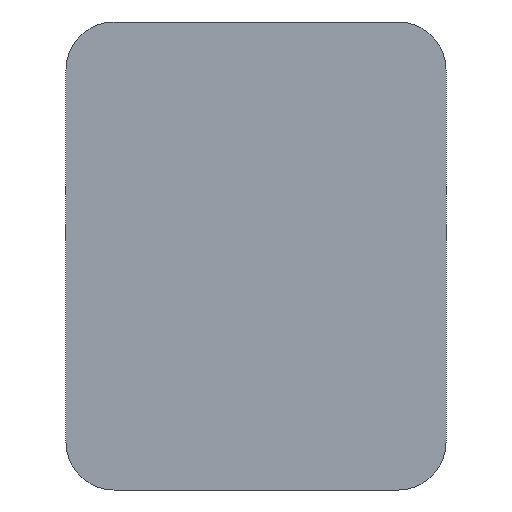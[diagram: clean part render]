
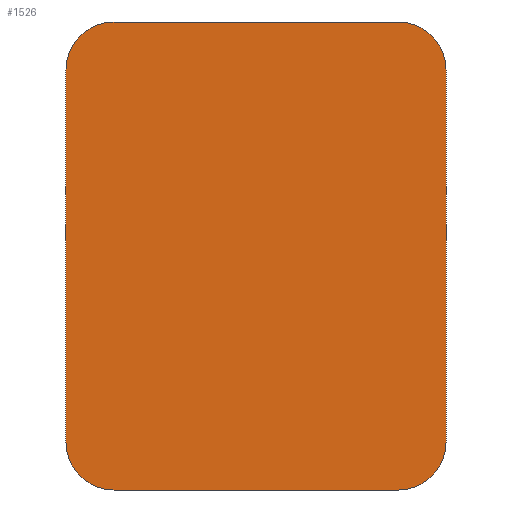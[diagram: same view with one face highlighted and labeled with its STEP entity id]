
A CAD part, left-side view. The second image highlights one B-rep face of the part: STEP entity #1526.
In plain terms, the highlighted planar face has unit normal (-1, 0, 0).
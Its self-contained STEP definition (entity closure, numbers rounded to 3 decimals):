
#63=PLANE('',#1677);
#136=FACE_OUTER_BOUND('',#215,.T.);
#215=EDGE_LOOP('',(#1294,#1295,#1296,#1297,#1298,#1299,#1300,#1301));
#285=LINE('',#2313,#444);
#370=LINE('',#2567,#529);
#371=LINE('',#2570,#530);
#372=LINE('',#2572,#531);
#444=VECTOR('',#1835,10.);
#529=VECTOR('',#2062,10.);
#530=VECTOR('',#2065,10.);
#531=VECTOR('',#2066,10.);
#570=CIRCLE('',#1609,3.);
#572=CIRCLE('',#1612,3.);
#597=CIRCLE('',#1678,3.);
#598=CIRCLE('',#1679,3.);
#661=VERTEX_POINT('',#2310);
#662=VERTEX_POINT('',#2312);
#667=VERTEX_POINT('',#2326);
#669=VERTEX_POINT('',#2332);
#738=VERTEX_POINT('',#2557);
#742=VERTEX_POINT('',#2565);
#743=VERTEX_POINT('',#2569);
#744=VERTEX_POINT('',#2571);
#827=EDGE_CURVE('',#661,#662,#285,.T.);
#835=EDGE_CURVE('',#661,#667,#570,.T.);
#837=EDGE_CURVE('',#669,#662,#572,.T.);
#948=EDGE_CURVE('',#738,#742,#370,.T.);
#949=EDGE_CURVE('',#669,#743,#371,.T.);
#950=EDGE_CURVE('',#667,#744,#372,.T.);
#951=EDGE_CURVE('',#738,#744,#597,.T.);
#952=EDGE_CURVE('',#743,#742,#598,.T.);
#1294=ORIENTED_EDGE('',*,*,#949,.F.);
#1295=ORIENTED_EDGE('',*,*,#837,.T.);
#1296=ORIENTED_EDGE('',*,*,#827,.F.);
#1297=ORIENTED_EDGE('',*,*,#835,.T.);
#1298=ORIENTED_EDGE('',*,*,#950,.T.);
#1299=ORIENTED_EDGE('',*,*,#951,.F.);
#1300=ORIENTED_EDGE('',*,*,#948,.T.);
#1301=ORIENTED_EDGE('',*,*,#952,.F.);
#1526=ADVANCED_FACE('',(#136),#63,.T.);
#1609=AXIS2_PLACEMENT_3D('',#2328,#1848,#1849);
#1612=AXIS2_PLACEMENT_3D('',#2333,#1854,#1855);
#1677=AXIS2_PLACEMENT_3D('',#2568,#2063,#2064);
#1678=AXIS2_PLACEMENT_3D('',#2573,#2067,#2068);
#1679=AXIS2_PLACEMENT_3D('',#2574,#2069,#2070);
#1835=DIRECTION('',(0.,1.,0.));
#1848=DIRECTION('center_axis',(-1.,0.,0.));
#1849=DIRECTION('ref_axis',(0.,-0.707,-0.707));
#1854=DIRECTION('center_axis',(-1.,0.,0.));
#1855=DIRECTION('ref_axis',(0.,0.707,-0.707));
#2062=DIRECTION('',(0.,1.,0.));
#2063=DIRECTION('center_axis',(-1.,0.,0.));
#2064=DIRECTION('ref_axis',(0.,-1.,0.));
#2065=DIRECTION('',(0.,0.,1.));
#2066=DIRECTION('',(0.,0.,1.));
#2067=DIRECTION('center_axis',(1.,0.,0.));
#2068=DIRECTION('ref_axis',(0.,-0.707,0.707));
#2069=DIRECTION('center_axis',(1.,0.,0.));
#2070=DIRECTION('ref_axis',(0.,0.707,0.707));
#2310=CARTESIAN_POINT('',(-26.5,-8.8,-14.625));
#2312=CARTESIAN_POINT('',(-26.5,8.95,-14.625));
#2313=CARTESIAN_POINT('',(-26.5,6.012,-14.625));
#2326=CARTESIAN_POINT('',(-26.5,-11.8,-11.625));
#2328=CARTESIAN_POINT('Origin',(-26.5,-8.8,-11.625));
#2332=CARTESIAN_POINT('',(-26.5,11.95,-11.625));
#2333=CARTESIAN_POINT('Origin',(-26.5,8.95,-11.625));
#2557=CARTESIAN_POINT('',(-26.5,-8.8,14.625));
#2565=CARTESIAN_POINT('',(-26.5,8.95,14.625));
#2567=CARTESIAN_POINT('',(-26.5,6.012,14.625));
#2568=CARTESIAN_POINT('Origin',(-26.5,11.95,0.));
#2569=CARTESIAN_POINT('',(-26.5,11.95,11.625));
#2570=CARTESIAN_POINT('',(-26.5,11.95,0.));
#2571=CARTESIAN_POINT('',(-26.5,-11.8,11.625));
#2572=CARTESIAN_POINT('',(-26.5,-11.8,0.));
#2573=CARTESIAN_POINT('Origin',(-26.5,-8.8,11.625));
#2574=CARTESIAN_POINT('Origin',(-26.5,8.95,11.625));
